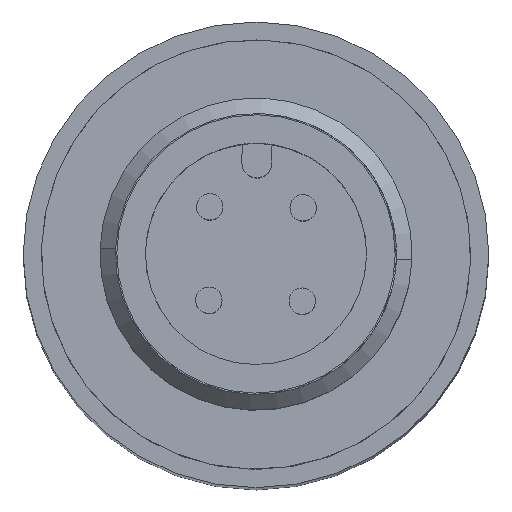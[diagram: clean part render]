
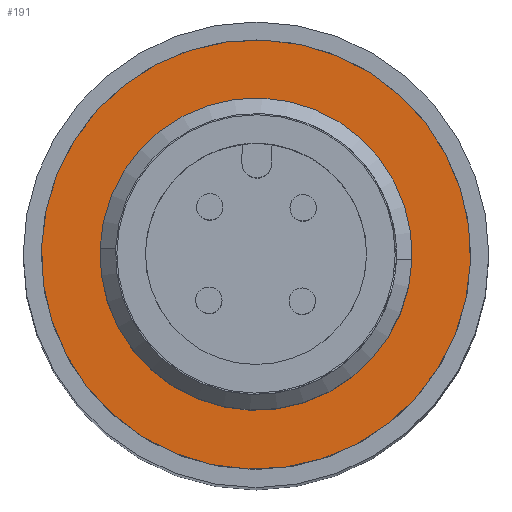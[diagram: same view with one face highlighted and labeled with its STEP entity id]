
A CAD part, top view. The second image highlights one B-rep face of the part: STEP entity #191.
In plain terms, the highlighted planar face has unit normal (0, 0, 1).
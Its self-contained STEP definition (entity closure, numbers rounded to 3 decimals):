
#191=ADVANCED_FACE('',(#429,#430),#431,.T.);
#429=FACE_OUTER_BOUND('',#742,.T.);
#430=FACE_BOUND('',#743,.T.);
#431=PLANE('',#744);
#742=EDGE_LOOP('',(#1207,#1208));
#743=EDGE_LOOP('',(#1209,#1210));
#744=AXIS2_PLACEMENT_3D('',#1211,#1212,#1213);
#1207=ORIENTED_EDGE('',*,*,#1812,.F.);
#1208=ORIENTED_EDGE('',*,*,#1818,.F.);
#1209=ORIENTED_EDGE('',*,*,#1758,.T.);
#1210=ORIENTED_EDGE('',*,*,#1819,.T.);
#1211=CARTESIAN_POINT('',(0.,0.,57.6));
#1212=DIRECTION('',(0.,0.,1.0));
#1213=DIRECTION('',(0.999,-0.037,0.));
#1758=EDGE_CURVE('',#2098,#2095,#2099,.T.);
#1812=EDGE_CURVE('',#2184,#2187,#2188,.T.);
#1818=EDGE_CURVE('',#2187,#2184,#2195,.T.);
#1819=EDGE_CURVE('',#2095,#2098,#2196,.T.);
#2095=VERTEX_POINT('',#2594);
#2098=VERTEX_POINT('',#2598);
#2099=CIRCLE('',#2599,5.4);
#2184=VERTEX_POINT('',#2890);
#2187=VERTEX_POINT('',#2894);
#2188=CIRCLE('',#2895,8.25);
#2195=CIRCLE('',#2903,8.25);
#2196=CIRCLE('',#2904,5.4);
#2594=CARTESIAN_POINT('',(-0.2,-5.396,57.6));
#2598=CARTESIAN_POINT('',(0.2,5.396,57.6));
#2599=AXIS2_PLACEMENT_3D('',#3368,#3369,#3370);
#2890=CARTESIAN_POINT('',(-0.305,-8.244,57.6));
#2894=CARTESIAN_POINT('',(0.305,8.244,57.6));
#2895=AXIS2_PLACEMENT_3D('',#3419,#3420,#3421);
#2903=AXIS2_PLACEMENT_3D('',#3429,#3430,#3431);
#2904=AXIS2_PLACEMENT_3D('',#3432,#3433,#3434);
#3368=CARTESIAN_POINT('',(0.,0.,57.6));
#3369=DIRECTION('',(0.,0.,-1.0));
#3370=DIRECTION('',(0.037,0.999,0.));
#3419=CARTESIAN_POINT('',(0.,0.,57.6));
#3420=DIRECTION('',(0.,0.,-1.0));
#3421=DIRECTION('',(-0.037,-0.999,0.));
#3429=CARTESIAN_POINT('',(0.,0.,57.6));
#3430=DIRECTION('',(0.,0.,-1.0));
#3431=DIRECTION('',(-0.037,-0.999,0.));
#3432=CARTESIAN_POINT('',(0.,0.,57.6));
#3433=DIRECTION('',(0.,0.,-1.0));
#3434=DIRECTION('',(0.037,0.999,0.));
